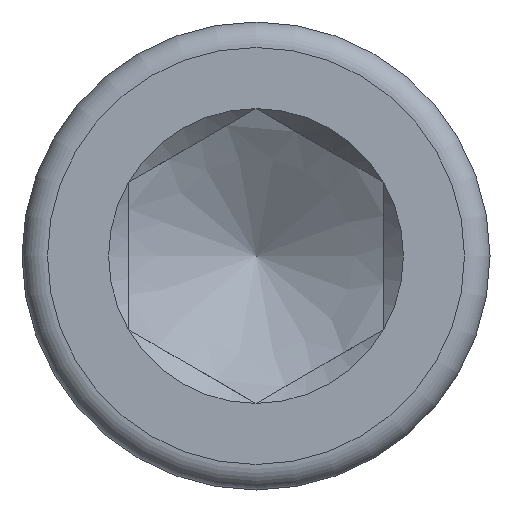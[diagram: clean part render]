
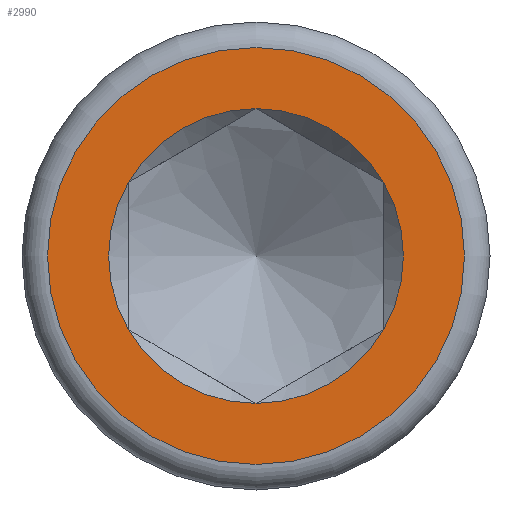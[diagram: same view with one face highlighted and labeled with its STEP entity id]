
A CAD part, left-side view. The second image highlights one B-rep face of the part: STEP entity #2990.
In plain terms, the highlighted planar face has unit normal (-1, 0, 0).
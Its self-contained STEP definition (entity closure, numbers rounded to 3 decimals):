
#17=FACE_BOUND('',#369,.T.);
#49=PLANE('',#3177);
#203=FACE_OUTER_BOUND('',#368,.T.);
#368=EDGE_LOOP('',(#2637));
#369=EDGE_LOOP('',(#2638,#2639,#2640,#2641,#2642,#2643));
#396=CIRCLE('',#3178,2.45);
#397=CIRCLE('',#3179,1.732);
#398=CIRCLE('',#3180,1.732);
#399=CIRCLE('',#3181,1.732);
#400=CIRCLE('',#3182,1.732);
#401=CIRCLE('',#3183,1.732);
#402=CIRCLE('',#3184,1.732);
#1276=VERTEX_POINT('',#12723);
#1277=VERTEX_POINT('',#12724);
#1280=VERTEX_POINT('',#12736);
#1281=VERTEX_POINT('',#12737);
#1284=VERTEX_POINT('',#12749);
#1285=VERTEX_POINT('',#12750);
#1288=VERTEX_POINT('',#12762);
#1740=EDGE_CURVE('',#1288,#1288,#396,.T.);
#1741=EDGE_CURVE('',#1280,#1281,#397,.T.);
#1742=EDGE_CURVE('',#1281,#1284,#398,.T.);
#1743=EDGE_CURVE('',#1284,#1285,#399,.T.);
#1744=EDGE_CURVE('',#1285,#1276,#400,.T.);
#1745=EDGE_CURVE('',#1276,#1277,#401,.T.);
#1746=EDGE_CURVE('',#1277,#1280,#402,.T.);
#2637=ORIENTED_EDGE('',*,*,#1740,.F.);
#2638=ORIENTED_EDGE('',*,*,#1741,.T.);
#2639=ORIENTED_EDGE('',*,*,#1742,.T.);
#2640=ORIENTED_EDGE('',*,*,#1743,.T.);
#2641=ORIENTED_EDGE('',*,*,#1744,.T.);
#2642=ORIENTED_EDGE('',*,*,#1745,.T.);
#2643=ORIENTED_EDGE('',*,*,#1746,.T.);
#2990=ADVANCED_FACE('',(#203,#17),#49,.F.);
#3177=AXIS2_PLACEMENT_3D('',#12761,#3668,#3669);
#3178=AXIS2_PLACEMENT_3D('',#12763,#3670,#3671);
#3179=AXIS2_PLACEMENT_3D('',#12764,#3672,#3673);
#3180=AXIS2_PLACEMENT_3D('',#12765,#3674,#3675);
#3181=AXIS2_PLACEMENT_3D('',#12766,#3676,#3677);
#3182=AXIS2_PLACEMENT_3D('',#12767,#3678,#3679);
#3183=AXIS2_PLACEMENT_3D('',#12768,#3680,#3681);
#3184=AXIS2_PLACEMENT_3D('',#12769,#3682,#3683);
#3668=DIRECTION('center_axis',(1.,0.,0.));
#3669=DIRECTION('ref_axis',(0.,1.,0.));
#3670=DIRECTION('center_axis',(1.,0.,0.));
#3671=DIRECTION('ref_axis',(0.,1.,0.));
#3672=DIRECTION('center_axis',(1.,0.,0.));
#3673=DIRECTION('ref_axis',(0.,0.,-1.));
#3674=DIRECTION('center_axis',(1.,0.,0.));
#3675=DIRECTION('ref_axis',(0.,0.,-1.));
#3676=DIRECTION('center_axis',(1.,0.,0.));
#3677=DIRECTION('ref_axis',(0.,0.,-1.));
#3678=DIRECTION('center_axis',(1.,0.,0.));
#3679=DIRECTION('ref_axis',(0.,0.,-1.));
#3680=DIRECTION('center_axis',(1.,0.,0.));
#3681=DIRECTION('ref_axis',(0.,0.,-1.));
#3682=DIRECTION('center_axis',(1.,0.,0.));
#3683=DIRECTION('ref_axis',(0.,0.,-1.));
#12723=CARTESIAN_POINT('',(-3.,-1.5,0.866));
#12724=CARTESIAN_POINT('',(-3.,-1.5,-0.866));
#12736=CARTESIAN_POINT('',(-3.,0.,-1.732));
#12737=CARTESIAN_POINT('',(-3.,1.5,-0.866));
#12749=CARTESIAN_POINT('',(-3.,1.5,0.866));
#12750=CARTESIAN_POINT('',(-3.,0.,1.732));
#12761=CARTESIAN_POINT('Origin',(-3.,1.732,0.));
#12762=CARTESIAN_POINT('',(-3.,-2.45,0.));
#12763=CARTESIAN_POINT('Origin',(-3.,0.,0.));
#12764=CARTESIAN_POINT('Origin',(-3.,0.,0.));
#12765=CARTESIAN_POINT('Origin',(-3.,0.,0.));
#12766=CARTESIAN_POINT('Origin',(-3.,0.,0.));
#12767=CARTESIAN_POINT('Origin',(-3.,0.,0.));
#12768=CARTESIAN_POINT('Origin',(-3.,0.,0.));
#12769=CARTESIAN_POINT('Origin',(-3.,0.,0.));
